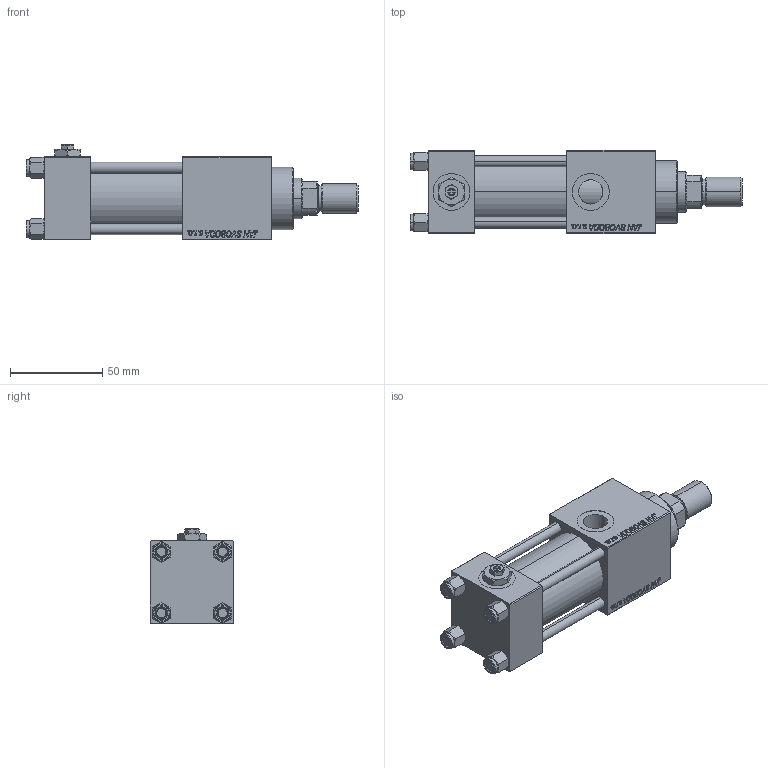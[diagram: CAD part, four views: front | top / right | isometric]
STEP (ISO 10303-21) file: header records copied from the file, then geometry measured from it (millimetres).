
FILE_DESCRIPTION (( 'STEP AP203' ), '1' );
FILE_NAME ('bdf7.STEP', '2022-04-15T01:33:16', ( '' ), ( '' ), 'SwSTEP 2.0', 'SolidWorks 2019', '' );
FILE_SCHEMA (( 'CONFIG_CONTROL_DESIGN' ));
Length unit declared in the file: millimetre
Products named in the file (8): V215CR_C_TYCINKA 995516511a39d5cbe4d9901c8d437b65; V215_VC_A 995516511a39d5cbe4d9901c8d437b65; V215CR_VCP_C 995516511a39d5cbe4d9901c8d437b65; V215CR_C_Body 995516511a39d5cbe4d9901c8d437b65; bdf7; NUT_M5_C 995516511a39d5cbe4d9901c8d437b65; Zatka_pro_OIL_PORT 995516511a39d5cbe4d9901c8d437b65; ROD_END_AH 995516511a39d5cbe4d9901c8d437b65
Assembly tree (13 placements, depth 2):
  bdf7
    V215CR_C_Body 995516511a39d5cbe4d9901c8d437b65
    V215CR_VCP_C 995516511a39d5cbe4d9901c8d437b65
    NUT_M5_C 995516511a39d5cbe4d9901c8d437b65  x4
    V215CR_C_TYCINKA 995516511a39d5cbe4d9901c8d437b65  x4
    V215_VC_A 995516511a39d5cbe4d9901c8d437b65
    ROD_END_AH 995516511a39d5cbe4d9901c8d437b65
    Zatka_pro_OIL_PORT 995516511a39d5cbe4d9901c8d437b65
Bounding box: 180 x 45 x 52 mm (x, y, z)
Volume: 213152.8 mm3; surface area: 74189.4 mm2
Topology: 13 solids, 13 shells, 1220 faces, 3032 edges, 1959 vertices
Faces by surface type: plane 554, bspline 392, cone 162, cylinder 102, torus 10
Entity records: 52522 total; most frequent: CARTESIAN_POINT 27682, ORIENTED_EDGE 5556, DIRECTION 3616, EDGE_CURVE 2778, VERTEX_POINT 1815, VECTOR 1646, LINE 1646, EDGE_LOOP 1235
